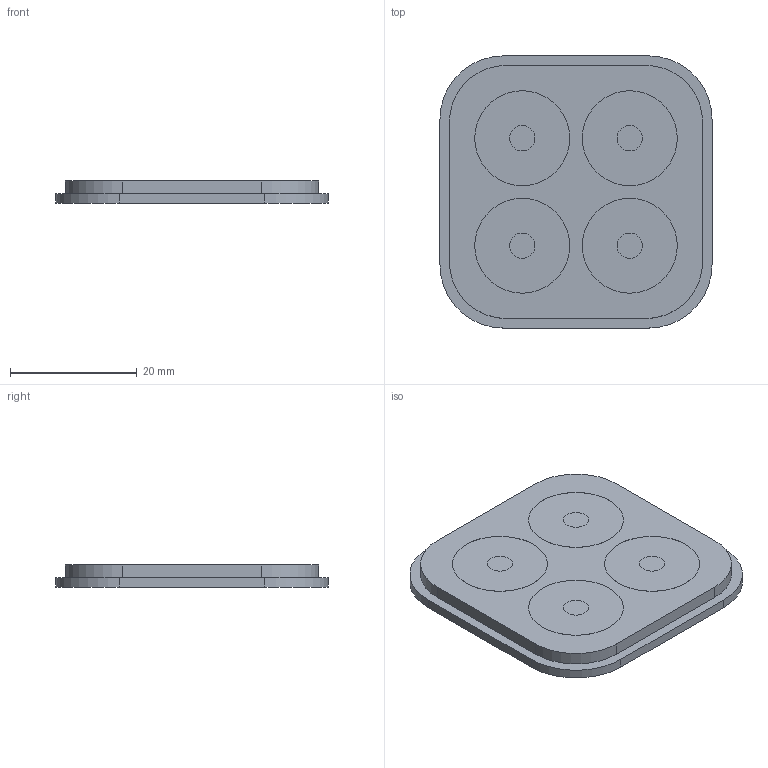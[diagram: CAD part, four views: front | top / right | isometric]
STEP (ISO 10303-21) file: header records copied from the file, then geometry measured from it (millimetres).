
FILE_DESCRIPTION (( 'STEP AP203' ), '1' );
FILE_NAME ('綴离扜砉芛.STEP', '2025-01-15T06:55:29', ( '' ), ( '' ), 'SwSTEP 2.0', 'SolidWorks 2024', '' );
FILE_SCHEMA (( 'CONFIG_CONTROL_DESIGN' ));
Length unit declared in the file: millimetre
Products named in the file (1): 后置摄像头
Bounding box: 43 x 43 x 3.51 mm (x, y, z)
Volume: 5712.7 mm3; surface area: 4049.5 mm2
Topology: 1 solids, 1 shells, 35 faces, 80 edges, 56 vertices
Faces by surface type: plane 19, cylinder 16
Entity records: 1095 total; most frequent: DIRECTION 192, CARTESIAN_POINT 172, ORIENTED_EDGE 160, EDGE_CURVE 80, AXIS2_PLACEMENT_3D 76, VERTEX_POINT 56, EDGE_LOOP 44, VECTOR 40
